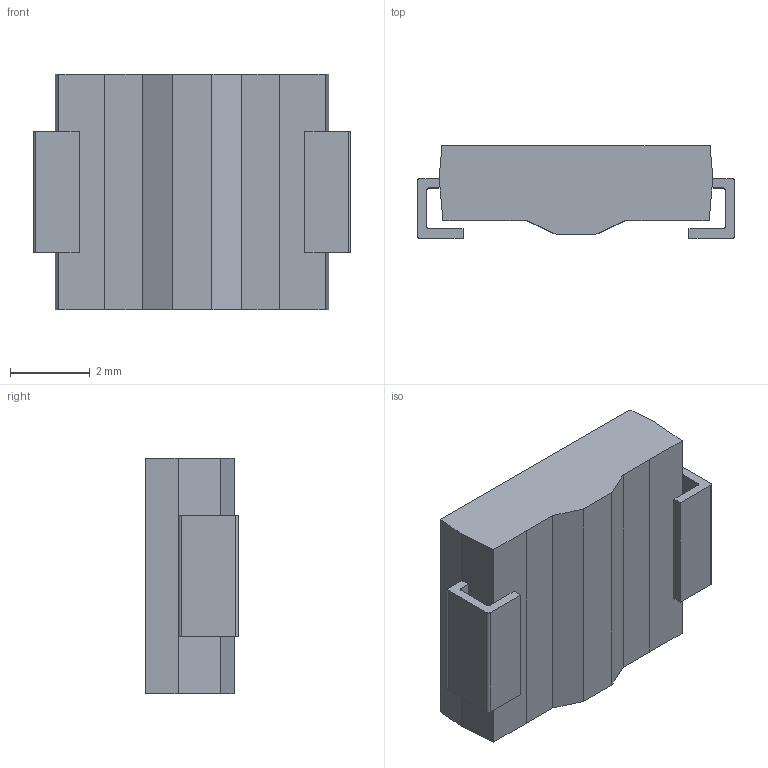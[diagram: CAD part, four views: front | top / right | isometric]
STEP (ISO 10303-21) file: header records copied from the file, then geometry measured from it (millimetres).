
FILE_DESCRIPTION((''),'2;1');
FILE_NAME('CD214C-F3XX','2012-07-18T',('ryans'),('Bourns, Inc.'),'PRO/ENGINEER BY PARAMETRIC TECHNOLOGY CORPORATION, 2010100','PRO/ENGINEER BY PARAMETRIC TECHNOLOGY CORPORATION, 2010100','');
FILE_SCHEMA(('CONFIG_CONTROL_DESIGN'));
Length unit declared in the file: millimetre
Products named in the file (1): CD214C-F3XX
Bounding box: 7.94 x 2.31 x 5.91 mm (x, y, z)
Volume: 81.8 mm3; surface area: 163.9 mm2
Topology: 1 solids, 1 shells, 42 faces, 114 edges, 76 vertices
Faces by surface type: plane 33, cylinder 9
Entity records: 1354 total; most frequent: CARTESIAN_POINT 236, ORIENTED_EDGE 228, DIRECTION 214, EDGE_CURVE 114, VECTOR 94, LINE 94, VERTEX_POINT 76, AXIS2_PLACEMENT_3D 60
